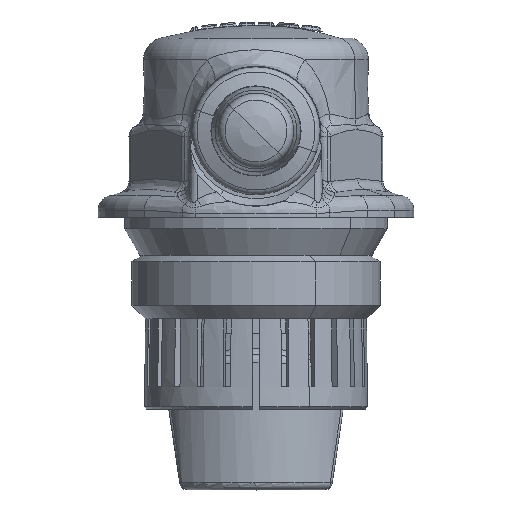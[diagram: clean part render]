
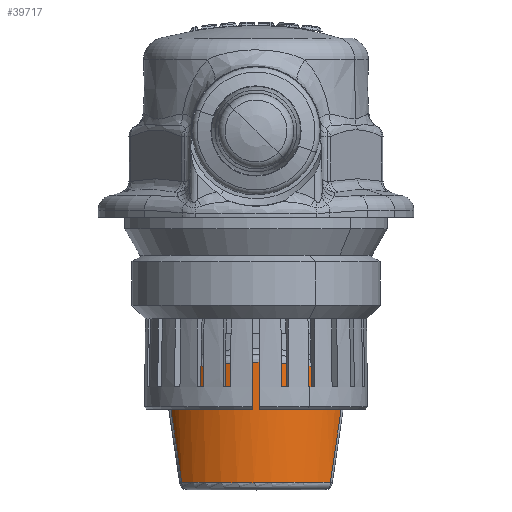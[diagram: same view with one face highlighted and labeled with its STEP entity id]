
A CAD part, front view. The second image highlights one B-rep face of the part: STEP entity #39717.
In plain terms, the highlighted cylindrical face has radius 13.5 mm (diameter 27 mm), a partial arc.
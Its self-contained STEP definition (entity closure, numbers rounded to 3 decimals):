
#39004=CARTESIAN_POINT('Vertex',(-11.893,-5.983,-20.294)) ;
#39008=CARTESIAN_POINT('Control Point',(-4.979,-12.152,-18.799)) ;
#39009=CARTESIAN_POINT('Control Point',(-5.33,-12.013,-18.833)) ;
#39010=CARTESIAN_POINT('Control Point',(-5.675,-11.861,-18.87)) ;
#39011=CARTESIAN_POINT('Control Point',(-6.015,-11.698,-18.909)) ;
#39012=CARTESIAN_POINT('Control Point',(-7.699,-10.815,-19.123)) ;
#39013=CARTESIAN_POINT('Control Point',(-9.211,-9.645,-19.407)) ;
#39014=CARTESIAN_POINT('Control Point',(-10.28,-8.545,-19.673)) ;
#39015=CARTESIAN_POINT('Control Point',(-11.18,-7.313,-19.972)) ;
#39016=CARTESIAN_POINT('Control Point',(-11.893,-5.983,-20.294)) ;
#39017=CARTESIAN_POINT('Vertex',(-4.979,-12.152,-18.799)) ;
#39433=CARTESIAN_POINT('Control Point',(11.973,-5.833,-20.331)) ;
#39434=CARTESIAN_POINT('Control Point',(11.941,-5.893,-20.316)) ;
#39435=CARTESIAN_POINT('Control Point',(11.91,-5.953,-20.301)) ;
#39436=CARTESIAN_POINT('Control Point',(11.877,-6.013,-20.287)) ;
#39437=CARTESIAN_POINT('Control Point',(11.593,-6.535,-20.16)) ;
#39438=CARTESIAN_POINT('Control Point',(11.281,-7.041,-20.038)) ;
#39439=CARTESIAN_POINT('Control Point',(10.982,-7.475,-19.932)) ;
#39440=CARTESIAN_POINT('Control Point',(9.647,-9.229,-19.508)) ;
#39441=CARTESIAN_POINT('Control Point',(7.964,-10.698,-19.152)) ;
#39442=CARTESIAN_POINT('Control Point',(6.515,-11.609,-18.931)) ;
#39443=CARTESIAN_POINT('Control Point',(3.374,-12.949,-18.606)) ;
#39444=CARTESIAN_POINT('Control Point',(-0.035,-13.265,-18.529)) ;
#39445=CARTESIAN_POINT('Control Point',(-1.749,-13.153,-18.557)) ;
#39446=CARTESIAN_POINT('Control Point',(-3.414,-12.774,-18.649)) ;
#39447=CARTESIAN_POINT('Control Point',(-4.979,-12.152,-18.799)) ;
#39448=CARTESIAN_POINT('Vertex',(11.973,-5.833,-20.331)) ;
#39651=CARTESIAN_POINT('Vertex',(-11.995,-5.79,-20.341)) ;
#39655=CARTESIAN_POINT('Control Point',(-11.893,-5.983,-20.294)) ;
#39656=CARTESIAN_POINT('Control Point',(-11.913,-5.945,-20.303)) ;
#39657=CARTESIAN_POINT('Control Point',(-11.934,-5.907,-20.313)) ;
#39658=CARTESIAN_POINT('Control Point',(-11.954,-5.868,-20.322)) ;
#39659=CARTESIAN_POINT('Control Point',(-11.975,-5.829,-20.331)) ;
#39660=CARTESIAN_POINT('Control Point',(-11.995,-5.79,-20.341)) ;
#39669=CARTESIAN_POINT('Axis2P3D Location',(0.,0.428,-24.495)) ;
#39675=CARTESIAN_POINT('Control Point',(9.889,-8.708,-34.545)) ;
#39676=CARTESIAN_POINT('Control Point',(10.562,-8.003,-31.016)) ;
#39677=CARTESIAN_POINT('Control Point',(11.116,-7.286,-27.474)) ;
#39678=CARTESIAN_POINT('Control Point',(11.592,-6.55,-23.907)) ;
#39679=CARTESIAN_POINT('Control Point',(11.995,-5.79,-20.341)) ;
#39680=CARTESIAN_POINT('Vertex',(11.995,-5.79,-20.341)) ;
#39682=CARTESIAN_POINT('Vertex',(9.889,-8.708,-34.545)) ;
#39686=CARTESIAN_POINT('Control Point',(11.995,-5.79,-20.341)) ;
#39687=CARTESIAN_POINT('Control Point',(11.988,-5.804,-20.337)) ;
#39688=CARTESIAN_POINT('Control Point',(11.98,-5.818,-20.334)) ;
#39689=CARTESIAN_POINT('Control Point',(11.973,-5.833,-20.331)) ;
#39692=CARTESIAN_POINT('Control Point',(-9.889,-8.708,-34.545)) ;
#39693=CARTESIAN_POINT('Control Point',(-10.562,-8.003,-31.016)) ;
#39694=CARTESIAN_POINT('Control Point',(-11.116,-7.286,-27.474)) ;
#39695=CARTESIAN_POINT('Control Point',(-11.592,-6.55,-23.907)) ;
#39696=CARTESIAN_POINT('Control Point',(-11.995,-5.79,-20.341)) ;
#39697=CARTESIAN_POINT('Vertex',(-9.889,-8.708,-34.545)) ;
#39701=CARTESIAN_POINT('Control Point',(9.889,-8.708,-34.545)) ;
#39702=CARTESIAN_POINT('Control Point',(6.867,-11.96,-34.562)) ;
#39703=CARTESIAN_POINT('Control Point',(2.51,-13.977,-34.573)) ;
#39704=CARTESIAN_POINT('Control Point',(-2.51,-13.977,-34.573)) ;
#39705=CARTESIAN_POINT('Control Point',(-6.867,-11.96,-34.562)) ;
#39706=CARTESIAN_POINT('Control Point',(-9.889,-8.708,-34.545)) ;
#39670=DIRECTION('Axis2P3D Direction',(0.,0.005,-1.)) ;
#39671=DIRECTION('Axis2P3D XDirection',(1.,0.,0.)) ;
#39672=AXIS2_PLACEMENT_3D('Cylinder Axis2P3D',#39669,#39670,#39671) ;
#39709=ORIENTED_EDGE('',*,*,#39684,.F.) ;
#39710=ORIENTED_EDGE('',*,*,#39690,.F.) ;
#39711=ORIENTED_EDGE('',*,*,#39450,.F.) ;
#39712=ORIENTED_EDGE('',*,*,#39019,.F.) ;
#39713=ORIENTED_EDGE('',*,*,#39661,.F.) ;
#39714=ORIENTED_EDGE('',*,*,#39699,.T.) ;
#39715=ORIENTED_EDGE('',*,*,#39707,.T.) ;
#39717=ADVANCED_FACE('PartBody',(#39716),#39673,.T.) ;
#39007=B_SPLINE_CURVE_WITH_KNOTS('',5,(#39008,#39009,#39010,#39011,#39012,#39013,#39014,#39015,#39016),.UNSPECIFIED.,.F.,.U.,(6,3,6),(14.116,16.681,27.053),.UNSPECIFIED.) ;
#39432=B_SPLINE_CURVE_WITH_KNOTS('',5,(#39433,#39434,#39435,#39436,#39437,#39438,#39439,#39440,#39441,#39442,#39443,#39444,#39445,#39446,#39447),.UNSPECIFIED.,.F.,.U.,(6,3,3,3,6),(9.783,10.249,13.854,25.312,36.757),.UNSPECIFIED.) ;
#39654=B_SPLINE_CURVE_WITH_KNOTS('',5,(#39655,#39656,#39657,#39658,#39659,#39660),.UNSPECIFIED.,.F.,.U.,(6,6),(4.596,4.919),.UNSPECIFIED.) ;
#39674=B_SPLINE_CURVE_WITH_KNOTS('',4,(#39675,#39676,#39677,#39678,#39679),.UNSPECIFIED.,.F.,.U.,(5,5),(6.893,27.626),.UNSPECIFIED.) ;
#39685=B_SPLINE_CURVE_WITH_KNOTS('',3,(#39686,#39687,#39688,#39689),.UNSPECIFIED.,.F.,.U.,(4,4),(10.513,10.586),.UNSPECIFIED.) ;
#39691=B_SPLINE_CURVE_WITH_KNOTS('',4,(#39692,#39693,#39694,#39695,#39696),.UNSPECIFIED.,.F.,.U.,(5,5),(6.893,27.626),.UNSPECIFIED.) ;
#39700=B_SPLINE_CURVE_WITH_KNOTS('',5,(#39701,#39702,#39703,#39704,#39705,#39706),.UNSPECIFIED.,.F.,.U.,(6,6),(-11.097,11.097),.UNSPECIFIED.) ;
#39673=CYLINDRICAL_SURFACE('generated cylinder',#39672,13.5) ;
#39019=EDGE_CURVE('',#39005,#39018,#39007,.F.) ;
#39450=EDGE_CURVE('',#39018,#39449,#39432,.F.) ;
#39661=EDGE_CURVE('',#39652,#39005,#39654,.F.) ;
#39684=EDGE_CURVE('',#39681,#39683,#39674,.F.) ;
#39690=EDGE_CURVE('',#39449,#39681,#39685,.F.) ;
#39699=EDGE_CURVE('',#39652,#39698,#39691,.F.) ;
#39707=EDGE_CURVE('',#39698,#39683,#39700,.F.) ;
#39708=EDGE_LOOP('',(#39709,#39710,#39711,#39712,#39713,#39714,#39715)) ;
#39716=FACE_OUTER_BOUND('',#39708,.T.) ;
#39005=VERTEX_POINT('',#39004) ;
#39018=VERTEX_POINT('',#39017) ;
#39449=VERTEX_POINT('',#39448) ;
#39652=VERTEX_POINT('',#39651) ;
#39681=VERTEX_POINT('',#39680) ;
#39683=VERTEX_POINT('',#39682) ;
#39698=VERTEX_POINT('',#39697) ;
